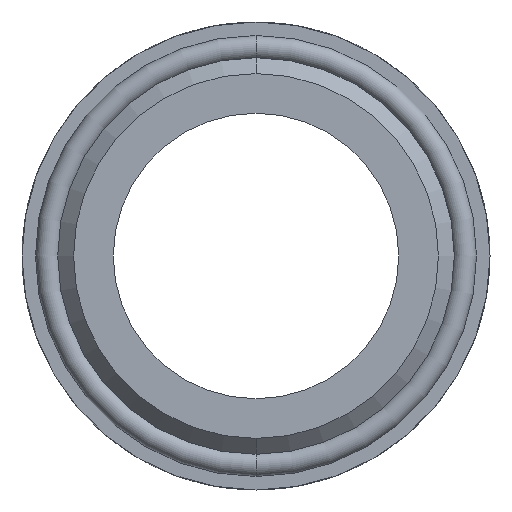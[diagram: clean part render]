
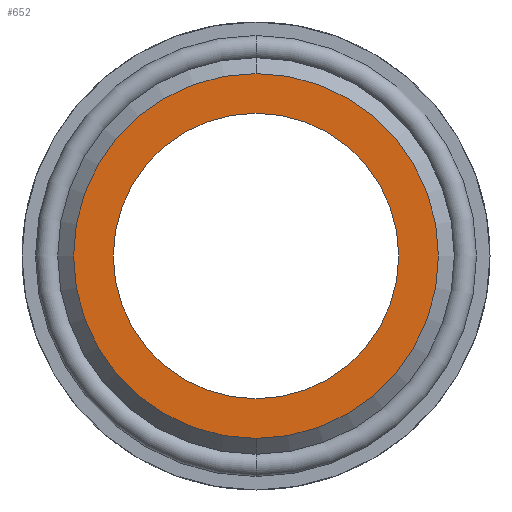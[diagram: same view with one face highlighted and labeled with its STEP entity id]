
A CAD part, front view. The second image highlights one B-rep face of the part: STEP entity #652.
In plain terms, the highlighted planar face has unit normal (0, -1, 0).
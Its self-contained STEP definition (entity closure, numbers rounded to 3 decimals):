
#328 = AXIS2_PLACEMENT_3D ( 'NONE', #1388, #1387, #1386 ) ;
#332 = FACE_OUTER_BOUND ( 'NONE', #437, .T. ) ;
#335 = FACE_BOUND ( 'NONE', #438, .T. ) ;
#437 = EDGE_LOOP ( 'NONE', ( #1075, #1073 ) ) ;
#438 = EDGE_LOOP ( 'NONE', ( #1079, #1071 ) ) ;
#652 = ADVANCED_FACE ( 'NONE', ( #332, #335 ), #1389, .F. ) ;
#692 = EDGE_CURVE ( 'NONE', #1175, #1184, #1671, .T. ) ;
#693 = EDGE_CURVE ( 'NONE', #1197, #1187, #1672, .T. ) ;
#792 = AXIS2_PLACEMENT_3D ( 'NONE', #1976, #1980, #1981 ) ;
#797 = AXIS2_PLACEMENT_3D ( 'NONE', #1985, #1992, #1993 ) ;
#823 = AXIS2_PLACEMENT_3D ( 'NONE', #2134, #2135, #2136 ) ;
#831 = AXIS2_PLACEMENT_3D ( 'NONE', #2128, #2132, #2133 ) ;
#989 = CIRCLE ( 'NONE', #792, 11.5 ) ;
#991 = CIRCLE ( 'NONE', #797, 9. ) ;
#1071 = ORIENTED_EDGE ( 'NONE', *, *, #1713, .T. ) ;
#1073 = ORIENTED_EDGE ( 'NONE', *, *, #1709, .T. ) ;
#1075 = ORIENTED_EDGE ( 'NONE', *, *, #692, .T. ) ;
#1079 = ORIENTED_EDGE ( 'NONE', *, *, #693, .T. ) ;
#1175 = VERTEX_POINT ( 'NONE', #1851 ) ;
#1184 = VERTEX_POINT ( 'NONE', #1860 ) ;
#1187 = VERTEX_POINT ( 'NONE', #1863 ) ;
#1197 = VERTEX_POINT ( 'NONE', #1873 ) ;
#1386 = DIRECTION ( 'NONE',  ( 0., 0., 1. ) ) ;
#1387 = DIRECTION ( 'NONE',  ( 0., 1., 0. ) ) ;
#1388 = CARTESIAN_POINT ( 'NONE',  ( 12.5, -18.352, 0. ) ) ;
#1389 = PLANE ( 'NONE',  #328 ) ;
#1671 = CIRCLE ( 'NONE', #831, 11.5 ) ;
#1672 = CIRCLE ( 'NONE', #823, 9. ) ;
#1709 = EDGE_CURVE ( 'NONE', #1184, #1175, #989, .T. ) ;
#1713 = EDGE_CURVE ( 'NONE', #1187, #1197, #991, .T. ) ;
#1851 = CARTESIAN_POINT ( 'NONE',  ( 0., -18.352, 11.5 ) ) ;
#1860 = CARTESIAN_POINT ( 'NONE',  ( 0., -18.352, -11.5 ) ) ;
#1863 = CARTESIAN_POINT ( 'NONE',  ( 0., -18.352, -9. ) ) ;
#1873 = CARTESIAN_POINT ( 'NONE',  ( 0., -18.352, 9. ) ) ;
#1976 = CARTESIAN_POINT ( 'NONE',  ( 0., -18.352, 0. ) ) ;
#1980 = DIRECTION ( 'NONE',  ( 0., -1., 0. ) ) ;
#1981 = DIRECTION ( 'NONE',  ( 0., 0., 1. ) ) ;
#1985 = CARTESIAN_POINT ( 'NONE',  ( 0., -18.352, 0. ) ) ;
#1992 = DIRECTION ( 'NONE',  ( 0., 1., 0. ) ) ;
#1993 = DIRECTION ( 'NONE',  ( 0., 0., 1. ) ) ;
#2128 = CARTESIAN_POINT ( 'NONE',  ( 0., -18.352, 0. ) ) ;
#2132 = DIRECTION ( 'NONE',  ( 0., -1., 0. ) ) ;
#2133 = DIRECTION ( 'NONE',  ( 0., 0., 1. ) ) ;
#2134 = CARTESIAN_POINT ( 'NONE',  ( 0., -18.352, 0. ) ) ;
#2135 = DIRECTION ( 'NONE',  ( 0., 1., 0. ) ) ;
#2136 = DIRECTION ( 'NONE',  ( 0., 0., 1. ) ) ;
